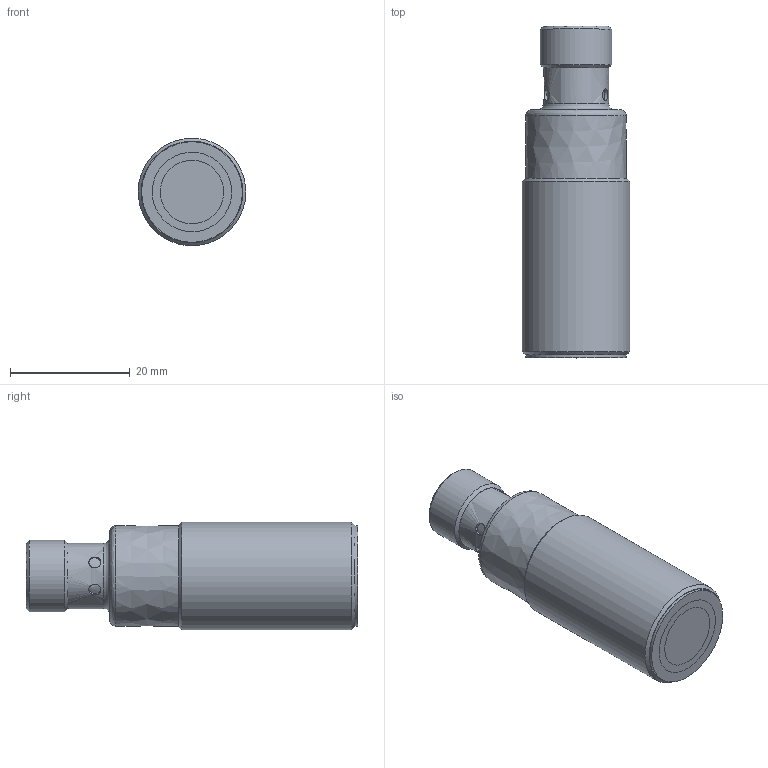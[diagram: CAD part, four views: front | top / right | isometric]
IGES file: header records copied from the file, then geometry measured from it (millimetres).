
Global section: file name: US18MxxxG3(IU)-B4; native system: Autodesk Inventor 2021; preprocessor: unknown; author: C. Frage; organization: di-soric GmbH & Co. KG; date: 20210322.064124; units: millimetre
Bounding box: 18 x 55.5 x 18 mm (x, y, z)
Volume: 10689.2 mm3; surface area: 6602.5 mm2
Topology: 1 solids, 6 shells, 226 faces, 621 edges, 425 vertices
Faces by surface type: bspline 226
